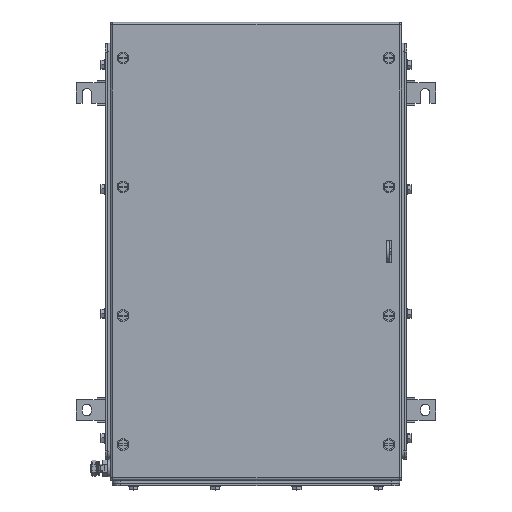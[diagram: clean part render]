
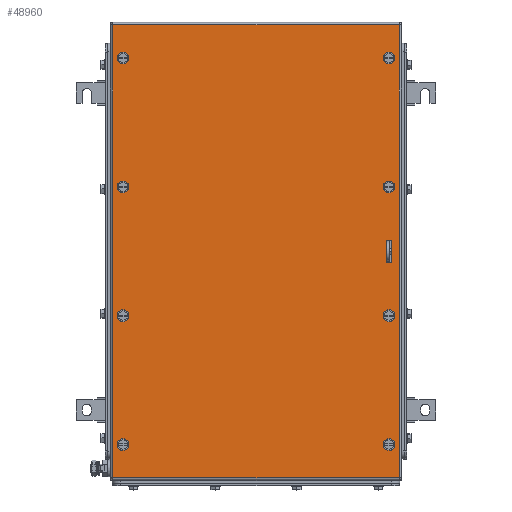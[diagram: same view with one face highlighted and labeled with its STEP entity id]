
A CAD part, top view. The second image highlights one B-rep face of the part: STEP entity #48960.
In plain terms, the highlighted planar face has unit normal (0, 0, 1).
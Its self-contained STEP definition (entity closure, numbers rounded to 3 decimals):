
#48728=AXIS2_PLACEMENT_3D('Circle Axis2P3D',#48726,#48727,$) ;
#48755=AXIS2_PLACEMENT_3D('Plane Axis2P3D',#48752,#48753,#48754) ;
#48793=AXIS2_PLACEMENT_3D('Circle Axis2P3D',#48791,#48792,$) ;
#48802=AXIS2_PLACEMENT_3D('Circle Axis2P3D',#48800,#48801,$) ;
#48811=AXIS2_PLACEMENT_3D('Circle Axis2P3D',#48809,#48810,$) ;
#48820=AXIS2_PLACEMENT_3D('Circle Axis2P3D',#48818,#48819,$) ;
#48829=AXIS2_PLACEMENT_3D('Circle Axis2P3D',#48827,#48828,$) ;
#48838=AXIS2_PLACEMENT_3D('Circle Axis2P3D',#48836,#48837,$) ;
#48847=AXIS2_PLACEMENT_3D('Circle Axis2P3D',#48845,#48846,$) ;
#48856=AXIS2_PLACEMENT_3D('Circle Axis2P3D',#48854,#48855,$) ;
#48865=AXIS2_PLACEMENT_3D('Circle Axis2P3D',#48863,#48864,$) ;
#48874=AXIS2_PLACEMENT_3D('Circle Axis2P3D',#48872,#48873,$) ;
#48883=AXIS2_PLACEMENT_3D('Circle Axis2P3D',#48881,#48882,$) ;
#48892=AXIS2_PLACEMENT_3D('Circle Axis2P3D',#48890,#48891,$) ;
#48901=AXIS2_PLACEMENT_3D('Circle Axis2P3D',#48899,#48900,$) ;
#48910=AXIS2_PLACEMENT_3D('Circle Axis2P3D',#48908,#48909,$) ;
#48919=AXIS2_PLACEMENT_3D('Circle Axis2P3D',#48917,#48918,$) ;
#48723=CARTESIAN_POINT('Vertex',(59.5,208.75,153.5)) ;
#48726=CARTESIAN_POINT('Axis2P3D Location',(56.,208.75,153.5)) ;
#48730=CARTESIAN_POINT('Vertex',(52.5,208.75,153.5)) ;
#48752=CARTESIAN_POINT('Axis2P3D Location',(215.5,286.,153.5)) ;
#48757=CARTESIAN_POINT('Line Origine',(215.5,557.5,153.5)) ;
#48761=CARTESIAN_POINT('Vertex',(387.,557.5,153.5)) ;
#48763=CARTESIAN_POINT('Vertex',(44.,557.5,153.5)) ;
#48766=CARTESIAN_POINT('Line Origine',(44.,286.,153.5)) ;
#48770=CARTESIAN_POINT('Vertex',(44.,14.5,153.5)) ;
#48773=CARTESIAN_POINT('Line Origine',(215.5,14.5,153.5)) ;
#48777=CARTESIAN_POINT('Vertex',(387.,14.5,153.5)) ;
#48780=CARTESIAN_POINT('Line Origine',(387.,286.,153.5)) ;
#48791=CARTESIAN_POINT('Axis2P3D Location',(56.,208.75,153.5)) ;
#48800=CARTESIAN_POINT('Axis2P3D Location',(56.,363.25,153.5)) ;
#48804=CARTESIAN_POINT('Vertex',(52.5,363.25,153.5)) ;
#48806=CARTESIAN_POINT('Vertex',(59.5,363.25,153.5)) ;
#48809=CARTESIAN_POINT('Axis2P3D Location',(56.,363.25,153.5)) ;
#48818=CARTESIAN_POINT('Axis2P3D Location',(375.,208.75,153.5)) ;
#48822=CARTESIAN_POINT('Vertex',(378.5,208.75,153.5)) ;
#48824=CARTESIAN_POINT('Vertex',(371.5,208.75,153.5)) ;
#48827=CARTESIAN_POINT('Axis2P3D Location',(375.,208.75,153.5)) ;
#48836=CARTESIAN_POINT('Axis2P3D Location',(375.,363.25,153.5)) ;
#48840=CARTESIAN_POINT('Vertex',(378.5,363.25,153.5)) ;
#48842=CARTESIAN_POINT('Vertex',(371.5,363.25,153.5)) ;
#48845=CARTESIAN_POINT('Axis2P3D Location',(375.,363.25,153.5)) ;
#48854=CARTESIAN_POINT('Axis2P3D Location',(56.,517.75,153.5)) ;
#48858=CARTESIAN_POINT('Vertex',(52.5,517.75,153.5)) ;
#48860=CARTESIAN_POINT('Vertex',(59.5,517.75,153.5)) ;
#48863=CARTESIAN_POINT('Axis2P3D Location',(56.,517.75,153.5)) ;
#48872=CARTESIAN_POINT('Axis2P3D Location',(56.,54.25,153.5)) ;
#48876=CARTESIAN_POINT('Vertex',(52.5,54.25,153.5)) ;
#48878=CARTESIAN_POINT('Vertex',(59.5,54.25,153.5)) ;
#48881=CARTESIAN_POINT('Axis2P3D Location',(56.,54.25,153.5)) ;
#48890=CARTESIAN_POINT('Axis2P3D Location',(375.,54.25,153.5)) ;
#48894=CARTESIAN_POINT('Vertex',(378.5,54.25,153.5)) ;
#48896=CARTESIAN_POINT('Vertex',(371.5,54.25,153.5)) ;
#48899=CARTESIAN_POINT('Axis2P3D Location',(375.,54.25,153.5)) ;
#48908=CARTESIAN_POINT('Axis2P3D Location',(375.,517.75,153.5)) ;
#48912=CARTESIAN_POINT('Vertex',(378.5,517.75,153.5)) ;
#48914=CARTESIAN_POINT('Vertex',(371.5,517.75,153.5)) ;
#48917=CARTESIAN_POINT('Axis2P3D Location',(375.,517.75,153.5)) ;
#48926=CARTESIAN_POINT('Line Origine',(374.75,272.5,153.5)) ;
#48930=CARTESIAN_POINT('Vertex',(378.,272.5,153.5)) ;
#48932=CARTESIAN_POINT('Vertex',(371.5,272.5,153.5)) ;
#48935=CARTESIAN_POINT('Line Origine',(371.5,286.,153.5)) ;
#48939=CARTESIAN_POINT('Vertex',(371.5,299.5,153.5)) ;
#48942=CARTESIAN_POINT('Line Origine',(374.75,299.5,153.5)) ;
#48946=CARTESIAN_POINT('Vertex',(378.,299.5,153.5)) ;
#48949=CARTESIAN_POINT('Line Origine',(378.,286.,153.5)) ;
#48727=DIRECTION('Axis2P3D Direction',(0.,0.,1.)) ;
#48753=DIRECTION('Axis2P3D Direction',(0.,0.,1.)) ;
#48754=DIRECTION('Axis2P3D XDirection',(1.,0.,0.)) ;
#48758=DIRECTION('Vector Direction',(1.,0.,0.)) ;
#48767=DIRECTION('Vector Direction',(0.,-1.,0.)) ;
#48774=DIRECTION('Vector Direction',(1.,0.,0.)) ;
#48781=DIRECTION('Vector Direction',(0.,1.,0.)) ;
#48792=DIRECTION('Axis2P3D Direction',(0.,0.,1.)) ;
#48801=DIRECTION('Axis2P3D Direction',(0.,0.,1.)) ;
#48810=DIRECTION('Axis2P3D Direction',(0.,0.,1.)) ;
#48819=DIRECTION('Axis2P3D Direction',(0.,0.,1.)) ;
#48828=DIRECTION('Axis2P3D Direction',(0.,0.,1.)) ;
#48837=DIRECTION('Axis2P3D Direction',(0.,0.,1.)) ;
#48846=DIRECTION('Axis2P3D Direction',(0.,0.,1.)) ;
#48855=DIRECTION('Axis2P3D Direction',(0.,0.,1.)) ;
#48864=DIRECTION('Axis2P3D Direction',(0.,0.,1.)) ;
#48873=DIRECTION('Axis2P3D Direction',(0.,0.,1.)) ;
#48882=DIRECTION('Axis2P3D Direction',(0.,0.,1.)) ;
#48891=DIRECTION('Axis2P3D Direction',(0.,0.,1.)) ;
#48900=DIRECTION('Axis2P3D Direction',(0.,0.,1.)) ;
#48909=DIRECTION('Axis2P3D Direction',(0.,0.,1.)) ;
#48918=DIRECTION('Axis2P3D Direction',(0.,0.,1.)) ;
#48927=DIRECTION('Vector Direction',(-1.,0.,0.)) ;
#48936=DIRECTION('Vector Direction',(0.,1.,0.)) ;
#48943=DIRECTION('Vector Direction',(1.,0.,0.)) ;
#48950=DIRECTION('Vector Direction',(0.,-1.,0.)) ;
#48759=VECTOR('Line Direction',#48758,1.) ;
#48768=VECTOR('Line Direction',#48767,1.) ;
#48775=VECTOR('Line Direction',#48774,1.) ;
#48782=VECTOR('Line Direction',#48781,1.) ;
#48928=VECTOR('Line Direction',#48927,1.) ;
#48937=VECTOR('Line Direction',#48936,1.) ;
#48944=VECTOR('Line Direction',#48943,1.) ;
#48951=VECTOR('Line Direction',#48950,1.) ;
#48786=ORIENTED_EDGE('',*,*,#48765,.T.) ;
#48787=ORIENTED_EDGE('',*,*,#48772,.T.) ;
#48788=ORIENTED_EDGE('',*,*,#48779,.T.) ;
#48789=ORIENTED_EDGE('',*,*,#48784,.T.) ;
#48797=ORIENTED_EDGE('',*,*,#48795,.F.) ;
#48798=ORIENTED_EDGE('',*,*,#48732,.F.) ;
#48815=ORIENTED_EDGE('',*,*,#48808,.F.) ;
#48816=ORIENTED_EDGE('',*,*,#48813,.F.) ;
#48833=ORIENTED_EDGE('',*,*,#48826,.F.) ;
#48834=ORIENTED_EDGE('',*,*,#48831,.F.) ;
#48851=ORIENTED_EDGE('',*,*,#48844,.F.) ;
#48852=ORIENTED_EDGE('',*,*,#48849,.F.) ;
#48869=ORIENTED_EDGE('',*,*,#48862,.F.) ;
#48870=ORIENTED_EDGE('',*,*,#48867,.F.) ;
#48887=ORIENTED_EDGE('',*,*,#48880,.F.) ;
#48888=ORIENTED_EDGE('',*,*,#48885,.F.) ;
#48905=ORIENTED_EDGE('',*,*,#48898,.F.) ;
#48906=ORIENTED_EDGE('',*,*,#48903,.F.) ;
#48923=ORIENTED_EDGE('',*,*,#48916,.F.) ;
#48924=ORIENTED_EDGE('',*,*,#48921,.F.) ;
#48955=ORIENTED_EDGE('',*,*,#48934,.T.) ;
#48956=ORIENTED_EDGE('',*,*,#48941,.T.) ;
#48957=ORIENTED_EDGE('',*,*,#48948,.T.) ;
#48958=ORIENTED_EDGE('',*,*,#48953,.T.) ;
#48799=FACE_BOUND('',#48796,.T.) ;
#48817=FACE_BOUND('',#48814,.T.) ;
#48835=FACE_BOUND('',#48832,.T.) ;
#48853=FACE_BOUND('',#48850,.T.) ;
#48871=FACE_BOUND('',#48868,.T.) ;
#48889=FACE_BOUND('',#48886,.T.) ;
#48907=FACE_BOUND('',#48904,.T.) ;
#48925=FACE_BOUND('',#48922,.T.) ;
#48959=FACE_BOUND('',#48954,.T.) ;
#48960=ADVANCED_FACE('ZUB.2\\ZUB_DE_KTB_MH_620x450.1\\DE_KTB_MH_PART_MASTER.1\\Koerper.2',(#48790,#48799,#48817,#48835,#48853,#48871,#48889,#48907,#48925,#48959),#48756,.T.) ;
#48729=CIRCLE('generated circle',#48728,3.5) ;
#48794=CIRCLE('generated circle',#48793,3.5) ;
#48803=CIRCLE('generated circle',#48802,3.5) ;
#48812=CIRCLE('generated circle',#48811,3.5) ;
#48821=CIRCLE('generated circle',#48820,3.5) ;
#48830=CIRCLE('generated circle',#48829,3.5) ;
#48839=CIRCLE('generated circle',#48838,3.5) ;
#48848=CIRCLE('generated circle',#48847,3.5) ;
#48857=CIRCLE('generated circle',#48856,3.5) ;
#48866=CIRCLE('generated circle',#48865,3.5) ;
#48875=CIRCLE('generated circle',#48874,3.5) ;
#48884=CIRCLE('generated circle',#48883,3.5) ;
#48893=CIRCLE('generated circle',#48892,3.5) ;
#48902=CIRCLE('generated circle',#48901,3.5) ;
#48911=CIRCLE('generated circle',#48910,3.5) ;
#48920=CIRCLE('generated circle',#48919,3.5) ;
#48732=EDGE_CURVE('',#48724,#48731,#48729,.T.) ;
#48765=EDGE_CURVE('',#48762,#48764,#48760,.F.) ;
#48772=EDGE_CURVE('',#48764,#48771,#48769,.T.) ;
#48779=EDGE_CURVE('',#48771,#48778,#48776,.T.) ;
#48784=EDGE_CURVE('',#48778,#48762,#48783,.T.) ;
#48795=EDGE_CURVE('',#48731,#48724,#48794,.T.) ;
#48808=EDGE_CURVE('',#48805,#48807,#48803,.T.) ;
#48813=EDGE_CURVE('',#48807,#48805,#48812,.T.) ;
#48826=EDGE_CURVE('',#48823,#48825,#48821,.T.) ;
#48831=EDGE_CURVE('',#48825,#48823,#48830,.T.) ;
#48844=EDGE_CURVE('',#48841,#48843,#48839,.T.) ;
#48849=EDGE_CURVE('',#48843,#48841,#48848,.T.) ;
#48862=EDGE_CURVE('',#48859,#48861,#48857,.T.) ;
#48867=EDGE_CURVE('',#48861,#48859,#48866,.T.) ;
#48880=EDGE_CURVE('',#48877,#48879,#48875,.T.) ;
#48885=EDGE_CURVE('',#48879,#48877,#48884,.T.) ;
#48898=EDGE_CURVE('',#48895,#48897,#48893,.T.) ;
#48903=EDGE_CURVE('',#48897,#48895,#48902,.T.) ;
#48916=EDGE_CURVE('',#48913,#48915,#48911,.T.) ;
#48921=EDGE_CURVE('',#48915,#48913,#48920,.T.) ;
#48934=EDGE_CURVE('',#48931,#48933,#48929,.T.) ;
#48941=EDGE_CURVE('',#48933,#48940,#48938,.T.) ;
#48948=EDGE_CURVE('',#48940,#48947,#48945,.T.) ;
#48953=EDGE_CURVE('',#48947,#48931,#48952,.T.) ;
#48785=EDGE_LOOP('',(#48786,#48787,#48788,#48789)) ;
#48796=EDGE_LOOP('',(#48797,#48798)) ;
#48814=EDGE_LOOP('',(#48815,#48816)) ;
#48832=EDGE_LOOP('',(#48833,#48834)) ;
#48850=EDGE_LOOP('',(#48851,#48852)) ;
#48868=EDGE_LOOP('',(#48869,#48870)) ;
#48886=EDGE_LOOP('',(#48887,#48888)) ;
#48904=EDGE_LOOP('',(#48905,#48906)) ;
#48922=EDGE_LOOP('',(#48923,#48924)) ;
#48954=EDGE_LOOP('',(#48955,#48956,#48957,#48958)) ;
#48790=FACE_OUTER_BOUND('',#48785,.T.) ;
#48760=LINE('Line',#48757,#48759) ;
#48769=LINE('Line',#48766,#48768) ;
#48776=LINE('Line',#48773,#48775) ;
#48783=LINE('Line',#48780,#48782) ;
#48929=LINE('Line',#48926,#48928) ;
#48938=LINE('Line',#48935,#48937) ;
#48945=LINE('Line',#48942,#48944) ;
#48952=LINE('Line',#48949,#48951) ;
#48756=PLANE('',#48755) ;
#48724=VERTEX_POINT('',#48723) ;
#48731=VERTEX_POINT('',#48730) ;
#48762=VERTEX_POINT('',#48761) ;
#48764=VERTEX_POINT('',#48763) ;
#48771=VERTEX_POINT('',#48770) ;
#48778=VERTEX_POINT('',#48777) ;
#48805=VERTEX_POINT('',#48804) ;
#48807=VERTEX_POINT('',#48806) ;
#48823=VERTEX_POINT('',#48822) ;
#48825=VERTEX_POINT('',#48824) ;
#48841=VERTEX_POINT('',#48840) ;
#48843=VERTEX_POINT('',#48842) ;
#48859=VERTEX_POINT('',#48858) ;
#48861=VERTEX_POINT('',#48860) ;
#48877=VERTEX_POINT('',#48876) ;
#48879=VERTEX_POINT('',#48878) ;
#48895=VERTEX_POINT('',#48894) ;
#48897=VERTEX_POINT('',#48896) ;
#48913=VERTEX_POINT('',#48912) ;
#48915=VERTEX_POINT('',#48914) ;
#48931=VERTEX_POINT('',#48930) ;
#48933=VERTEX_POINT('',#48932) ;
#48940=VERTEX_POINT('',#48939) ;
#48947=VERTEX_POINT('',#48946) ;
